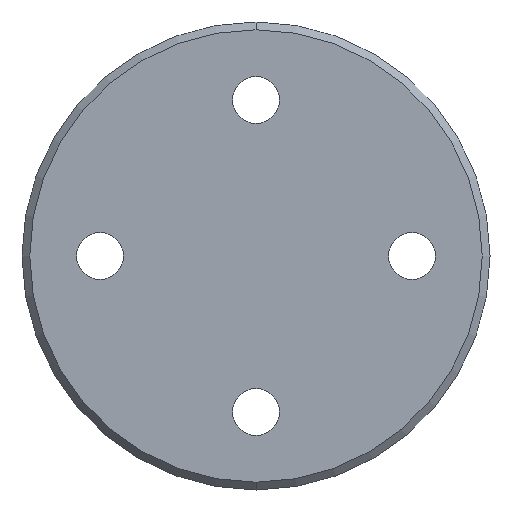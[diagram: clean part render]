
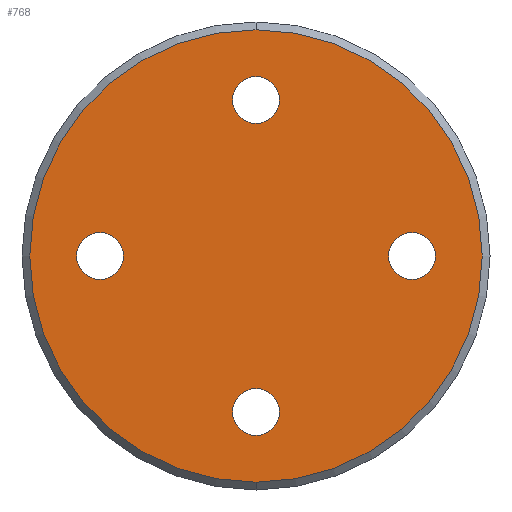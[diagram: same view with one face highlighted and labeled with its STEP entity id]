
A CAD part, front view. The second image highlights one B-rep face of the part: STEP entity #768.
In plain terms, the highlighted planar face has unit normal (0, -1, 0).
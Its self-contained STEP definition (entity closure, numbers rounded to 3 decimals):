
#2 = CIRCLE ( 'NONE', #937, 1.5 ) ;
#5 = DIRECTION ( 'NONE',  ( 0., 1., 0. ) ) ;
#10 = CARTESIAN_POINT ( 'NONE',  ( 0., 0., 11.5 ) ) ;
#17 = CARTESIAN_POINT ( 'NONE',  ( 0., 0., -8.5 ) ) ;
#20 = CARTESIAN_POINT ( 'NONE',  ( 0., 0., -14.5 ) ) ;
#48 = VERTEX_POINT ( 'NONE', #1130 ) ;
#60 = AXIS2_PLACEMENT_3D ( 'NONE', #136, #5, #1317 ) ;
#61 = EDGE_CURVE ( 'NONE', #507, #48, #135, .T. ) ;
#63 = DIRECTION ( 'NONE',  ( 0., 0., 1. ) ) ;
#75 = PLANE ( 'NONE',  #143 ) ;
#89 = EDGE_CURVE ( 'NONE', #102, #888, #2, .T. ) ;
#102 = VERTEX_POINT ( 'NONE', #17 ) ;
#105 = CARTESIAN_POINT ( 'NONE',  ( 0., 0., -11.5 ) ) ;
#109 = DIRECTION ( 'NONE',  ( 0., 1., 0. ) ) ;
#135 = CIRCLE ( 'NONE', #568, 14.5 ) ;
#136 = CARTESIAN_POINT ( 'NONE',  ( -10., 0., 0. ) ) ;
#138 = EDGE_CURVE ( 'NONE', #988, #1141, #919, .T. ) ;
#143 = AXIS2_PLACEMENT_3D ( 'NONE', #509, #943, #1371 ) ;
#165 = DIRECTION ( 'NONE',  ( 0., 1., 0. ) ) ;
#177 = DIRECTION ( 'NONE',  ( 0., 1., 0. ) ) ;
#222 = AXIS2_PLACEMENT_3D ( 'NONE', #1281, #109, #1079 ) ;
#229 = VERTEX_POINT ( 'NONE', #866 ) ;
#247 = VERTEX_POINT ( 'NONE', #10 ) ;
#261 = ORIENTED_EDGE ( 'NONE', *, *, #653, .T. ) ;
#278 = FACE_BOUND ( 'NONE', #346, .T. ) ;
#288 = CARTESIAN_POINT ( 'NONE',  ( 0., 0., 10. ) ) ;
#290 = CARTESIAN_POINT ( 'NONE',  ( 0., 0., -10. ) ) ;
#315 = EDGE_LOOP ( 'NONE', ( #1327, #261 ) ) ;
#346 = EDGE_LOOP ( 'NONE', ( #402, #1010 ) ) ;
#389 = CARTESIAN_POINT ( 'NONE',  ( 10., 0., 0. ) ) ;
#393 = CIRCLE ( 'NONE', #685, 14.5 ) ;
#396 = ORIENTED_EDGE ( 'NONE', *, *, #736, .T. ) ;
#401 = CARTESIAN_POINT ( 'NONE',  ( 10., 0., 1.5 ) ) ;
#402 = ORIENTED_EDGE ( 'NONE', *, *, #1267, .T. ) ;
#418 = CIRCLE ( 'NONE', #1091, 1.5 ) ;
#423 = EDGE_CURVE ( 'NONE', #1161, #1100, #962, .T. ) ;
#449 = EDGE_CURVE ( 'NONE', #1141, #988, #1008, .T. ) ;
#478 = AXIS2_PLACEMENT_3D ( 'NONE', #288, #177, #1248 ) ;
#492 = FACE_OUTER_BOUND ( 'NONE', #829, .T. ) ;
#494 = ORIENTED_EDGE ( 'NONE', *, *, #61, .T. ) ;
#507 = VERTEX_POINT ( 'NONE', #20 ) ;
#509 = CARTESIAN_POINT ( 'NONE',  ( 0., 0., 0. ) ) ;
#558 = DIRECTION ( 'NONE',  ( 0., 1., 0. ) ) ;
#568 = AXIS2_PLACEMENT_3D ( 'NONE', #920, #1348, #704 ) ;
#613 = FACE_BOUND ( 'NONE', #315, .T. ) ;
#649 = CIRCLE ( 'NONE', #1398, 1.5 ) ;
#653 = EDGE_CURVE ( 'NONE', #247, #229, #418, .T. ) ;
#662 = CARTESIAN_POINT ( 'NONE',  ( 10., 0., 0. ) ) ;
#685 = AXIS2_PLACEMENT_3D ( 'NONE', #933, #1261, #1142 ) ;
#704 = DIRECTION ( 'NONE',  ( 0., 0., 1. ) ) ;
#706 = ORIENTED_EDGE ( 'NONE', *, *, #449, .T. ) ;
#716 = FACE_BOUND ( 'NONE', #1185, .T. ) ;
#724 = DIRECTION ( 'NONE',  ( 0., 0., 1. ) ) ;
#725 = CARTESIAN_POINT ( 'NONE',  ( 10., 0., -1.5 ) ) ;
#728 = DIRECTION ( 'NONE',  ( 0., 1., 0. ) ) ;
#736 = EDGE_CURVE ( 'NONE', #48, #507, #393, .T. ) ;
#751 = AXIS2_PLACEMENT_3D ( 'NONE', #389, #1255, #724 ) ;
#760 = EDGE_CURVE ( 'NONE', #1100, #1161, #942, .T. ) ;
#768 = ADVANCED_FACE ( 'NONE', ( #492, #278, #1150, #613, #716 ), #75, .F. ) ;
#800 = CARTESIAN_POINT ( 'NONE',  ( 0., 0., 10. ) ) ;
#829 = EDGE_LOOP ( 'NONE', ( #396, #494 ) ) ;
#866 = CARTESIAN_POINT ( 'NONE',  ( 0., 0., 8.5 ) ) ;
#888 = VERTEX_POINT ( 'NONE', #105 ) ;
#913 = ORIENTED_EDGE ( 'NONE', *, *, #760, .T. ) ;
#919 = CIRCLE ( 'NONE', #60, 1.5 ) ;
#920 = CARTESIAN_POINT ( 'NONE',  ( 0., 0., 0. ) ) ;
#933 = CARTESIAN_POINT ( 'NONE',  ( 0., 0., 0. ) ) ;
#937 = AXIS2_PLACEMENT_3D ( 'NONE', #1019, #165, #63 ) ;
#942 = CIRCLE ( 'NONE', #751, 1.5 ) ;
#943 = DIRECTION ( 'NONE',  ( 0., 1., 0. ) ) ;
#962 = CIRCLE ( 'NONE', #1254, 1.5 ) ;
#964 = ORIENTED_EDGE ( 'NONE', *, *, #138, .T. ) ;
#988 = VERTEX_POINT ( 'NONE', #1033 ) ;
#1008 = CIRCLE ( 'NONE', #222, 1.5 ) ;
#1010 = ORIENTED_EDGE ( 'NONE', *, *, #89, .T. ) ;
#1019 = CARTESIAN_POINT ( 'NONE',  ( 0., 0., -10. ) ) ;
#1024 = DIRECTION ( 'NONE',  ( 0., 0., 1. ) ) ;
#1033 = CARTESIAN_POINT ( 'NONE',  ( -10., 0., 1.5 ) ) ;
#1076 = EDGE_CURVE ( 'NONE', #229, #247, #1338, .T. ) ;
#1077 = ORIENTED_EDGE ( 'NONE', *, *, #423, .T. ) ;
#1079 = DIRECTION ( 'NONE',  ( 0., 0., 1. ) ) ;
#1091 = AXIS2_PLACEMENT_3D ( 'NONE', #800, #1313, #1024 ) ;
#1100 = VERTEX_POINT ( 'NONE', #725 ) ;
#1130 = CARTESIAN_POINT ( 'NONE',  ( 0., 0., 14.5 ) ) ;
#1141 = VERTEX_POINT ( 'NONE', #1277 ) ;
#1142 = DIRECTION ( 'NONE',  ( 0., 0., 1. ) ) ;
#1150 = FACE_BOUND ( 'NONE', #1334, .T. ) ;
#1161 = VERTEX_POINT ( 'NONE', #401 ) ;
#1170 = DIRECTION ( 'NONE',  ( 0., 0., 1. ) ) ;
#1185 = EDGE_LOOP ( 'NONE', ( #706, #964 ) ) ;
#1192 = DIRECTION ( 'NONE',  ( 0., 0., 1. ) ) ;
#1248 = DIRECTION ( 'NONE',  ( 0., 0., 1. ) ) ;
#1254 = AXIS2_PLACEMENT_3D ( 'NONE', #662, #558, #1192 ) ;
#1255 = DIRECTION ( 'NONE',  ( 0., 1., 0. ) ) ;
#1261 = DIRECTION ( 'NONE',  ( 0., -1., 0. ) ) ;
#1267 = EDGE_CURVE ( 'NONE', #888, #102, #649, .T. ) ;
#1277 = CARTESIAN_POINT ( 'NONE',  ( -10., 0., -1.5 ) ) ;
#1281 = CARTESIAN_POINT ( 'NONE',  ( -10., 0., 0. ) ) ;
#1313 = DIRECTION ( 'NONE',  ( 0., 1., 0. ) ) ;
#1317 = DIRECTION ( 'NONE',  ( 0., 0., 1. ) ) ;
#1327 = ORIENTED_EDGE ( 'NONE', *, *, #1076, .T. ) ;
#1334 = EDGE_LOOP ( 'NONE', ( #913, #1077 ) ) ;
#1338 = CIRCLE ( 'NONE', #478, 1.5 ) ;
#1348 = DIRECTION ( 'NONE',  ( 0., -1., 0. ) ) ;
#1371 = DIRECTION ( 'NONE',  ( 0., 0., 1. ) ) ;
#1398 = AXIS2_PLACEMENT_3D ( 'NONE', #290, #728, #1170 ) ;
